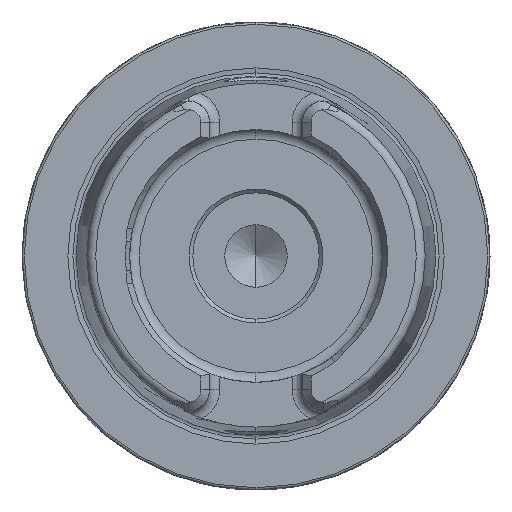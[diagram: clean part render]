
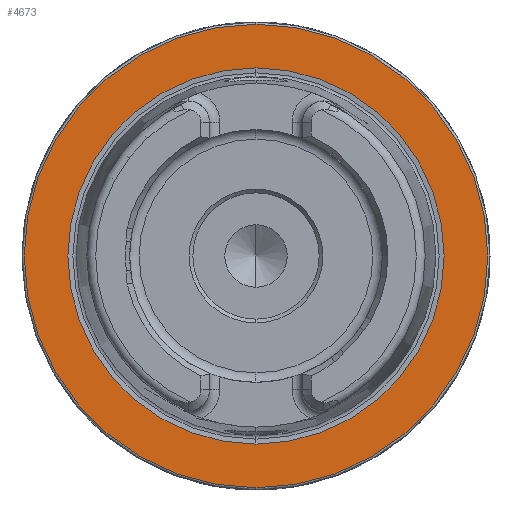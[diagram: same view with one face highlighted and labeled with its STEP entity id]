
A CAD part, left-side view. The second image highlights one B-rep face of the part: STEP entity #4673.
In plain terms, the highlighted planar face has unit normal (-1, 0, 0).
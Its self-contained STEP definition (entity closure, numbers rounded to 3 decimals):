
#143 = VERTEX_POINT ( 'NONE', #3472 ) ;
#169 = AXIS2_PLACEMENT_3D ( 'NONE', #5559, #7579, #4166 ) ;
#183 = DIRECTION ( 'NONE',  ( -1., 0., 0. ) ) ;
#556 = EDGE_LOOP ( 'NONE', ( #3737, #6303 ) ) ;
#758 = CARTESIAN_POINT ( 'NONE',  ( 0., 0., -25.324 ) ) ;
#1187 = FACE_BOUND ( 'NONE', #556, .T. ) ;
#1531 = DIRECTION ( 'NONE',  ( 0., 0., 1. ) ) ;
#1912 = CARTESIAN_POINT ( 'NONE',  ( 0., 0., 25.324 ) ) ;
#1959 = PLANE ( 'NONE',  #4083 ) ;
#1972 = VERTEX_POINT ( 'NONE', #1912 ) ;
#2410 = EDGE_CURVE ( 'NONE', #1972, #4445, #7217, .T. ) ;
#2653 = CARTESIAN_POINT ( 'NONE',  ( 0., 31.2, 0. ) ) ;
#2740 = EDGE_LOOP ( 'NONE', ( #5796, #5009 ) ) ;
#3273 = DIRECTION ( 'NONE',  ( -1., 0., 0. ) ) ;
#3449 = EDGE_CURVE ( 'NONE', #7678, #143, #4052, .T. ) ;
#3472 = CARTESIAN_POINT ( 'NONE',  ( 0., 0., 31.2 ) ) ;
#3565 = CIRCLE ( 'NONE', #169, 31.2 ) ;
#3737 = ORIENTED_EDGE ( 'NONE', *, *, #2410, .F. ) ;
#3795 = CIRCLE ( 'NONE', #5223, 25.324 ) ;
#3823 = EDGE_CURVE ( 'NONE', #143, #7678, #3565, .T. ) ;
#4052 = CIRCLE ( 'NONE', #6014, 31.2 ) ;
#4083 = AXIS2_PLACEMENT_3D ( 'NONE', #2653, #7442, #8171 ) ;
#4166 = DIRECTION ( 'NONE',  ( 0., 0., 1. ) ) ;
#4445 = VERTEX_POINT ( 'NONE', #758 ) ;
#4667 = CARTESIAN_POINT ( 'NONE',  ( 0., 0., 0. ) ) ;
#4673 = ADVANCED_FACE ( 'NONE', ( #1187, #8233 ), #1959, .F. ) ;
#5009 = ORIENTED_EDGE ( 'NONE', *, *, #3449, .T. ) ;
#5039 = CARTESIAN_POINT ( 'NONE',  ( 0., 0., 0. ) ) ;
#5223 = AXIS2_PLACEMENT_3D ( 'NONE', #4667, #3273, #5265 ) ;
#5265 = DIRECTION ( 'NONE',  ( 0., 0., 1. ) ) ;
#5460 = CARTESIAN_POINT ( 'NONE',  ( 0., 0., -31.2 ) ) ;
#5559 = CARTESIAN_POINT ( 'NONE',  ( 0., 0., 0. ) ) ;
#5629 = CARTESIAN_POINT ( 'NONE',  ( 0., 0., 0. ) ) ;
#5705 = DIRECTION ( 'NONE',  ( 0., 0., 1. ) ) ;
#5796 = ORIENTED_EDGE ( 'NONE', *, *, #3823, .T. ) ;
#6014 = AXIS2_PLACEMENT_3D ( 'NONE', #5629, #183, #1531 ) ;
#6303 = ORIENTED_EDGE ( 'NONE', *, *, #7094, .F. ) ;
#7094 = EDGE_CURVE ( 'NONE', #4445, #1972, #3795, .T. ) ;
#7217 = CIRCLE ( 'NONE', #8192, 25.324 ) ;
#7442 = DIRECTION ( 'NONE',  ( 1., 0., 0. ) ) ;
#7579 = DIRECTION ( 'NONE',  ( -1., 0., 0. ) ) ;
#7678 = VERTEX_POINT ( 'NONE', #5460 ) ;
#8171 = DIRECTION ( 'NONE',  ( 0., 0., -1. ) ) ;
#8192 = AXIS2_PLACEMENT_3D ( 'NONE', #5039, #8364, #5705 ) ;
#8233 = FACE_OUTER_BOUND ( 'NONE', #2740, .T. ) ;
#8364 = DIRECTION ( 'NONE',  ( -1., 0., 0. ) ) ;
